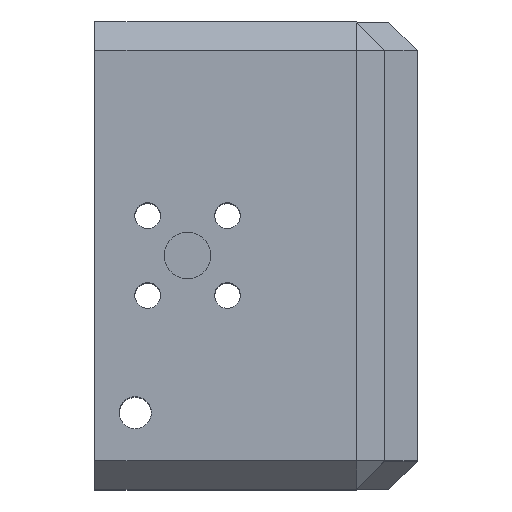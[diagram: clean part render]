
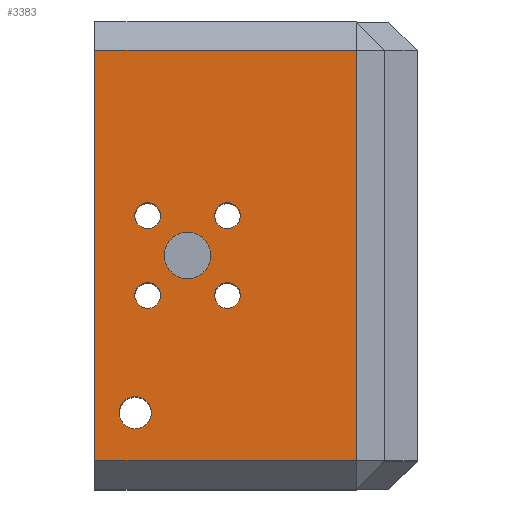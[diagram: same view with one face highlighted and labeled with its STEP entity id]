
A CAD part, top view. The second image highlights one B-rep face of the part: STEP entity #3383.
In plain terms, the highlighted face is planar.
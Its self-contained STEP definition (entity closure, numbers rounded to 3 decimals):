
#85=FACE_BOUND('',#583,.T.);
#86=FACE_BOUND('',#584,.T.);
#87=FACE_BOUND('',#585,.T.);
#88=FACE_BOUND('',#586,.T.);
#89=FACE_BOUND('',#587,.T.);
#90=FACE_BOUND('',#588,.T.);
#179=PLANE('',#3720);
#346=FACE_OUTER_BOUND('',#582,.T.);
#582=EDGE_LOOP('',(#2963,#2964,#2965,#2966));
#583=EDGE_LOOP('',(#2967));
#584=EDGE_LOOP('',(#2968));
#585=EDGE_LOOP('',(#2969));
#586=EDGE_LOOP('',(#2970));
#587=EDGE_LOOP('',(#2971));
#588=EDGE_LOOP('',(#2972));
#937=LINE('',#5746,#1270);
#938=LINE('',#5748,#1271);
#939=LINE('',#5750,#1272);
#940=LINE('',#5751,#1273);
#1270=VECTOR('',#4607,1000.);
#1271=VECTOR('',#4608,1000.);
#1272=VECTOR('',#4609,1000.);
#1273=VECTOR('',#4610,1000.);
#1339=CIRCLE('',#3558,2.);
#1394=CIRCLE('',#3629,1.6);
#1395=CIRCLE('',#3631,1.6);
#1396=CIRCLE('',#3633,1.6);
#1397=CIRCLE('',#3635,1.6);
#1398=CIRCLE('',#3637,2.9);
#1589=VERTEX_POINT('',#5188);
#1636=VERTEX_POINT('',#5434);
#1637=VERTEX_POINT('',#5438);
#1638=VERTEX_POINT('',#5442);
#1639=VERTEX_POINT('',#5446);
#1640=VERTEX_POINT('',#5450);
#1754=VERTEX_POINT('',#5744);
#1755=VERTEX_POINT('',#5745);
#1756=VERTEX_POINT('',#5747);
#1757=VERTEX_POINT('',#5749);
#1957=EDGE_CURVE('',#1589,#1589,#1339,.T.);
#2035=EDGE_CURVE('',#1636,#1636,#1394,.T.);
#2037=EDGE_CURVE('',#1637,#1637,#1395,.T.);
#2039=EDGE_CURVE('',#1638,#1638,#1396,.T.);
#2041=EDGE_CURVE('',#1639,#1639,#1397,.T.);
#2043=EDGE_CURVE('',#1640,#1640,#1398,.T.);
#2189=EDGE_CURVE('',#1754,#1755,#937,.T.);
#2190=EDGE_CURVE('',#1755,#1756,#938,.T.);
#2191=EDGE_CURVE('',#1756,#1757,#939,.T.);
#2192=EDGE_CURVE('',#1757,#1754,#940,.T.);
#2963=ORIENTED_EDGE('',*,*,#2189,.T.);
#2964=ORIENTED_EDGE('',*,*,#2190,.T.);
#2965=ORIENTED_EDGE('',*,*,#2191,.T.);
#2966=ORIENTED_EDGE('',*,*,#2192,.T.);
#2967=ORIENTED_EDGE('',*,*,#1957,.F.);
#2968=ORIENTED_EDGE('',*,*,#2035,.T.);
#2969=ORIENTED_EDGE('',*,*,#2037,.T.);
#2970=ORIENTED_EDGE('',*,*,#2039,.T.);
#2971=ORIENTED_EDGE('',*,*,#2041,.T.);
#2972=ORIENTED_EDGE('',*,*,#2043,.T.);
#3383=ADVANCED_FACE('',(#346,#85,#86,#87,#88,#89,#90),#179,.F.);
#3558=AXIS2_PLACEMENT_3D('',#5190,#4166,#4167);
#3629=AXIS2_PLACEMENT_3D('',#5435,#4323,#4324);
#3631=AXIS2_PLACEMENT_3D('',#5439,#4328,#4329);
#3633=AXIS2_PLACEMENT_3D('',#5443,#4333,#4334);
#3635=AXIS2_PLACEMENT_3D('',#5447,#4338,#4339);
#3637=AXIS2_PLACEMENT_3D('',#5451,#4343,#4344);
#3720=AXIS2_PLACEMENT_3D('',#5743,#4605,#4606);
#4166=DIRECTION('center_axis',(-1.,0.,0.));
#4167=DIRECTION('ref_axis',(0.,0.,1.));
#4323=DIRECTION('center_axis',(1.,0.,0.));
#4324=DIRECTION('ref_axis',(0.,0.,-1.));
#4328=DIRECTION('center_axis',(1.,0.,0.));
#4329=DIRECTION('ref_axis',(0.,0.,-1.));
#4333=DIRECTION('center_axis',(1.,0.,0.));
#4334=DIRECTION('ref_axis',(0.,0.,-1.));
#4338=DIRECTION('center_axis',(1.,0.,0.));
#4339=DIRECTION('ref_axis',(0.,0.,-1.));
#4343=DIRECTION('center_axis',(1.,0.,0.));
#4344=DIRECTION('ref_axis',(0.,0.,-1.));
#4605=DIRECTION('center_axis',(1.,0.,0.));
#4606=DIRECTION('ref_axis',(0.,0.,1.));
#4607=DIRECTION('',(0.,1.,0.));
#4608=DIRECTION('',(0.,0.,-1.));
#4609=DIRECTION('',(0.,-1.,0.));
#4610=DIRECTION('',(0.,0.,1.));
#5188=CARTESIAN_POINT('',(2.36,-2.5,156.7));
#5190=CARTESIAN_POINT('Origin',(2.36,-2.5,158.7));
#5434=CARTESIAN_POINT('',(2.36,-17.05,158.75));
#5435=CARTESIAN_POINT('Origin',(2.36,-17.05,157.15));
#5438=CARTESIAN_POINT('',(2.36,-26.95,148.85));
#5439=CARTESIAN_POINT('Origin',(2.36,-26.95,147.25));
#5442=CARTESIAN_POINT('',(2.36,-17.05,148.85));
#5443=CARTESIAN_POINT('Origin',(2.36,-17.05,147.25));
#5446=CARTESIAN_POINT('',(2.36,-26.95,158.75));
#5447=CARTESIAN_POINT('Origin',(2.36,-26.95,157.15));
#5450=CARTESIAN_POINT('',(2.36,-22.,155.1));
#5451=CARTESIAN_POINT('Origin',(2.36,-22.,152.2));
#5743=CARTESIAN_POINT('Origin',(2.36,-22.,163.7));
#5744=CARTESIAN_POINT('',(2.36,-47.5,163.7));
#5745=CARTESIAN_POINT('',(2.36,3.5,163.7));
#5746=CARTESIAN_POINT('',(2.36,-22.,163.7));
#5747=CARTESIAN_POINT('',(2.36,3.5,131.2));
#5748=CARTESIAN_POINT('',(2.36,3.5,127.7));
#5749=CARTESIAN_POINT('',(2.36,-47.5,131.2));
#5750=CARTESIAN_POINT('',(2.36,-51.,131.2));
#5751=CARTESIAN_POINT('',(2.36,-47.5,163.7));
